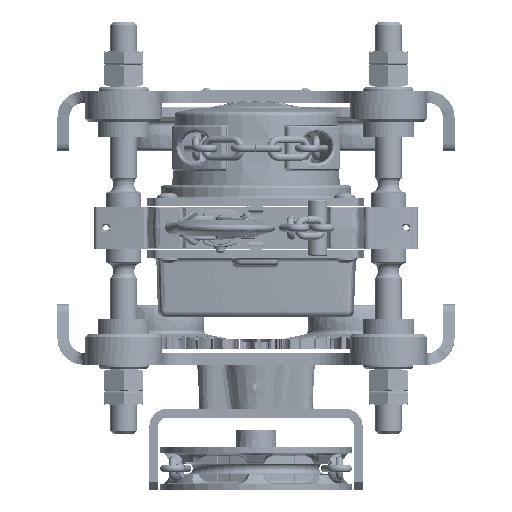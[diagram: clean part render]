
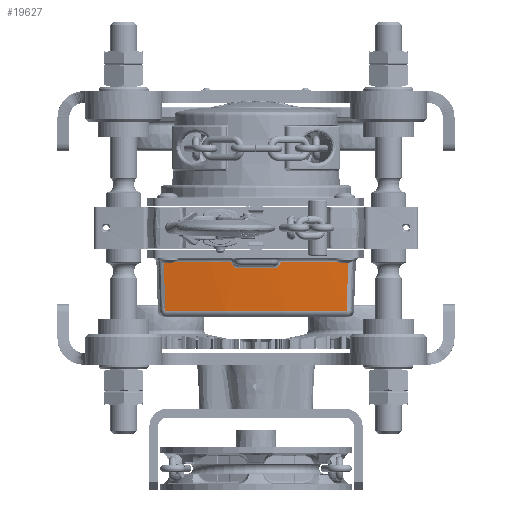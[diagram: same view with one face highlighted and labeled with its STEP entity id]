
A CAD part, front view. The second image highlights one B-rep face of the part: STEP entity #19627.
In plain terms, the highlighted conical face has half-angle 2 degrees and reference radius 538 mm.
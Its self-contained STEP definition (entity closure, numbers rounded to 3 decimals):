
#18145 = VERTEX_POINT ( 'NONE', #97492 ) ;
#18164 = VERTEX_POINT ( 'NONE', #97528 ) ;
#18213 = EDGE_CURVE ( 'NONE', #18145, #18164, #97598, .T. ) ;
#18444 = EDGE_CURVE ( 'NONE', #18164, #18455, #97906, .T. ) ;
#18455 = VERTEX_POINT ( 'NONE', #97939 ) ;
#18933 = VERTEX_POINT ( 'NONE', #98905 ) ;
#18947 = VERTEX_POINT ( 'NONE', #98896 ) ;
#19008 = EDGE_CURVE ( 'NONE', #18947, #18933, #99028, .T. ) ;
#19028 = VERTEX_POINT ( 'NONE', #99118 ) ;
#19087 = VERTEX_POINT ( 'NONE', #99237 ) ;
#19089 = EDGE_CURVE ( 'NONE', #18933, #19028, #99208, .T. ) ;
#19143 = VERTEX_POINT ( 'NONE', #99319 ) ;
#19163 = EDGE_CURVE ( 'NONE', #19087, #19143, #99372, .T. ) ;
#19178 = EDGE_CURVE ( 'NONE', #19028, #19087, #99409, .T. ) ;
#19541 = EDGE_CURVE ( 'NONE', #18455, #18947, #99957, .T. ) ;
#19548 = EDGE_LOOP ( 'NONE', ( #19674, #19580, #19630, #19638, #19629, #19649, #19566, #19714 ) ) ;
#19566 = ORIENTED_EDGE ( 'NONE', *, *, #18213, .T. ) ;
#19580 = ORIENTED_EDGE ( 'NONE', *, *, #19008, .T. ) ;
#19627 = ADVANCED_FACE ( 'NONE', ( #100078 ), #100039, .T. ) ;
#19629 = ORIENTED_EDGE ( 'NONE', *, *, #19163, .T. ) ;
#19630 = ORIENTED_EDGE ( 'NONE', *, *, #19089, .T. ) ;
#19638 = ORIENTED_EDGE ( 'NONE', *, *, #19178, .T. ) ;
#19641 = EDGE_CURVE ( 'NONE', #19143, #18145, #100108, .T. ) ;
#19649 = ORIENTED_EDGE ( 'NONE', *, *, #19641, .T. ) ;
#19674 = ORIENTED_EDGE ( 'NONE', *, *, #19541, .T. ) ;
#19714 = ORIENTED_EDGE ( 'NONE', *, *, #18444, .T. ) ;
#97492 = CARTESIAN_POINT ( 'NONE',  ( -61.607, -40.191, -56.64 ) ) ;
#97528 = CARTESIAN_POINT ( 'NONE',  ( 61.607, -40.191, -56.64 ) ) ;
#97594 = DIRECTION ( 'NONE',  ( 1., 0., 0. ) ) ;
#97595 = DIRECTION ( 'NONE',  ( 0., 0., 1. ) ) ;
#97598 = CIRCLE ( 'NONE', #97601, 536.738 ) ;
#97601 = AXIS2_PLACEMENT_3D ( 'NONE', #97607, #97595, #97594 ) ;
#97607 = CARTESIAN_POINT ( 'NONE',  ( 0., 493., -56.64 ) ) ;
#97906 = B_SPLINE_CURVE_WITH_KNOTS ( 'NONE', 3,
 ( #97948, #97947, #97946, #97945 ),
 .UNSPECIFIED., .F., .F.,
 ( 4, 4 ),
 ( 0., 0.033 ),
 .UNSPECIFIED. ) ;
#97939 = CARTESIAN_POINT ( 'NONE',  ( 62.686, -41.234, -23.395 ) ) ;
#97945 = CARTESIAN_POINT ( 'NONE',  ( 62.686, -41.234, -23.395 ) ) ;
#97946 = CARTESIAN_POINT ( 'NONE',  ( 62.327, -40.886, -34.477 ) ) ;
#97947 = CARTESIAN_POINT ( 'NONE',  ( 61.967, -40.539, -45.558 ) ) ;
#97948 = CARTESIAN_POINT ( 'NONE',  ( 61.607, -40.191, -56.64 ) ) ;
#98896 = CARTESIAN_POINT ( 'NONE',  ( 16.843, -44.635, -23.395 ) ) ;
#98905 = CARTESIAN_POINT ( 'NONE',  ( 11.956, -44.625, -27.43 ) ) ;
#99028 = B_SPLINE_CURVE_WITH_KNOTS ( 'NONE', 3,
 ( #99078, #99077, #99076, #99131, #99130, #99129, #99128, #99127, #99126, #99125, #99124, #99123 ),
 .UNSPECIFIED., .F., .F.,
 ( 4, 2, 2, 2, 2, 4 ),
 ( 0., 0.002, 0.003, 0.004, 0.005, 0.007 ),
 .UNSPECIFIED. ) ;
#99076 = CARTESIAN_POINT ( 'NONE',  ( 16.528, -44.607, -24.496 ) ) ;
#99077 = CARTESIAN_POINT ( 'NONE',  ( 16.732, -44.619, -23.962 ) ) ;
#99078 = CARTESIAN_POINT ( 'NONE',  ( 16.843, -44.635, -23.395 ) ) ;
#99118 = CARTESIAN_POINT ( 'NONE',  ( -11.956, -44.625, -27.43 ) ) ;
#99123 = CARTESIAN_POINT ( 'NONE',  ( 11.956, -44.625, -27.43 ) ) ;
#99124 = CARTESIAN_POINT ( 'NONE',  ( 12.534, -44.612, -27.43 ) ) ;
#99125 = CARTESIAN_POINT ( 'NONE',  ( 13.094, -44.602, -27.332 ) ) ;
#99126 = CARTESIAN_POINT ( 'NONE',  ( 13.907, -44.592, -27.04 ) ) ;
#99127 = CARTESIAN_POINT ( 'NONE',  ( 14.168, -44.589, -26.919 ) ) ;
#99128 = CARTESIAN_POINT ( 'NONE',  ( 14.664, -44.586, -26.637 ) ) ;
#99129 = CARTESIAN_POINT ( 'NONE',  ( 14.899, -44.585, -26.474 ) ) ;
#99130 = CARTESIAN_POINT ( 'NONE',  ( 15.566, -44.585, -25.923 ) ) ;
#99131 = CARTESIAN_POINT ( 'NONE',  ( 15.938, -44.59, -25.489 ) ) ;
#99208 = CIRCLE ( 'NONE', #99264, 537.758 ) ;
#99237 = CARTESIAN_POINT ( 'NONE',  ( -16.843, -44.635, -23.395 ) ) ;
#99258 = DIRECTION ( 'NONE',  ( -1., 0., 0. ) ) ;
#99259 = DIRECTION ( 'NONE',  ( 0., 0., -1. ) ) ;
#99260 = CARTESIAN_POINT ( 'NONE',  ( 0., 493., -27.43 ) ) ;
#99264 = AXIS2_PLACEMENT_3D ( 'NONE', #99260, #99259, #99258 ) ;
#99319 = CARTESIAN_POINT ( 'NONE',  ( -62.686, -41.234, -23.395 ) ) ;
#99357 = DIRECTION ( 'NONE',  ( 1., 0., 0. ) ) ;
#99358 = DIRECTION ( 'NONE',  ( 0., 0., -1. ) ) ;
#99359 = AXIS2_PLACEMENT_3D ( 'NONE', #99371, #99358, #99357 ) ;
#99371 = CARTESIAN_POINT ( 'NONE',  ( 0., 493., -23.395 ) ) ;
#99372 = CIRCLE ( 'NONE', #99359, 537.899 ) ;
#99385 = CARTESIAN_POINT ( 'NONE',  ( -16.843, -44.635, -23.395 ) ) ;
#99386 = CARTESIAN_POINT ( 'NONE',  ( -16.732, -44.619, -23.962 ) ) ;
#99387 = CARTESIAN_POINT ( 'NONE',  ( -16.529, -44.607, -24.493 ) ) ;
#99388 = CARTESIAN_POINT ( 'NONE',  ( -16.089, -44.594, -25.236 ) ) ;
#99390 = CARTESIAN_POINT ( 'NONE',  ( -15.921, -44.591, -25.47 ) ) ;
#99391 = CARTESIAN_POINT ( 'NONE',  ( -15.55, -44.586, -25.904 ) ) ;
#99392 = CARTESIAN_POINT ( 'NONE',  ( -15.347, -44.585, -26.104 ) ) ;
#99394 = CARTESIAN_POINT ( 'NONE',  ( -14.902, -44.585, -26.472 ) ) ;
#99395 = CARTESIAN_POINT ( 'NONE',  ( -14.666, -44.586, -26.635 ) ) ;
#99396 = CARTESIAN_POINT ( 'NONE',  ( -14.171, -44.589, -26.918 ) ) ;
#99397 = CARTESIAN_POINT ( 'NONE',  ( -13.911, -44.592, -27.038 ) ) ;
#99398 = CARTESIAN_POINT ( 'NONE',  ( -13.097, -44.602, -27.332 ) ) ;
#99399 = CARTESIAN_POINT ( 'NONE',  ( -12.534, -44.612, -27.43 ) ) ;
#99401 = CARTESIAN_POINT ( 'NONE',  ( -11.956, -44.625, -27.43 ) ) ;
#99409 = B_SPLINE_CURVE_WITH_KNOTS ( 'NONE', 3,
 ( #99401, #99399, #99398, #99397, #99396, #99395, #99394, #99392, #99391, #99390, #99388, #99387, #99386, #99385 ),
 .UNSPECIFIED., .F., .F.,
 ( 4, 2, 2, 2, 2, 2, 4 ),
 ( 0., 0.002, 0.003, 0.003, 0.004, 0.005, 0.007 ),
 .UNSPECIFIED. ) ;
#99957 = CIRCLE ( 'NONE', #100006, 537.899 ) ;
#100003 = DIRECTION ( 'NONE',  ( 1., 0., 0. ) ) ;
#100004 = DIRECTION ( 'NONE',  ( 0., 0., -1. ) ) ;
#100005 = CARTESIAN_POINT ( 'NONE',  ( 0., 493., -23.395 ) ) ;
#100006 = AXIS2_PLACEMENT_3D ( 'NONE', #100005, #100004, #100003 ) ;
#100019 = AXIS2_PLACEMENT_3D ( 'NONE', #100067, #100066, #100065 ) ;
#100039 = CONICAL_SURFACE ( 'NONE', #100019, 538., 0.035 ) ;
#100065 = DIRECTION ( 'NONE',  ( 1., 0., 0. ) ) ;
#100066 = DIRECTION ( 'NONE',  ( 0., 0., 1. ) ) ;
#100067 = CARTESIAN_POINT ( 'NONE',  ( 0., 493., -20.5 ) ) ;
#100078 = FACE_OUTER_BOUND ( 'NONE', #19548, .T. ) ;
#100104 = CARTESIAN_POINT ( 'NONE',  ( -61.607, -40.191, -56.64 ) ) ;
#100105 = CARTESIAN_POINT ( 'NONE',  ( -61.967, -40.539, -45.558 ) ) ;
#100106 = CARTESIAN_POINT ( 'NONE',  ( -62.327, -40.886, -34.477 ) ) ;
#100107 = CARTESIAN_POINT ( 'NONE',  ( -62.686, -41.234, -23.395 ) ) ;
#100108 = B_SPLINE_CURVE_WITH_KNOTS ( 'NONE', 3,
 ( #100107, #100106, #100105, #100104 ),
 .UNSPECIFIED., .F., .F.,
 ( 4, 4 ),
 ( 0.003, 0.036 ),
 .UNSPECIFIED. ) ;
